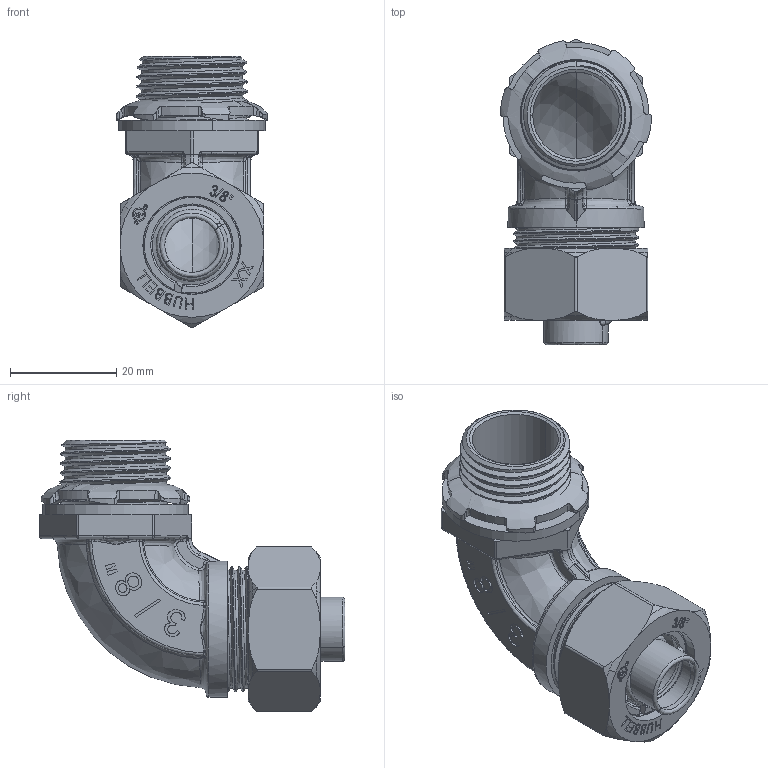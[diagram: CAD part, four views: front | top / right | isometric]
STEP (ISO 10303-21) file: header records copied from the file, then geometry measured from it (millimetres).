
FILE_DESCRIPTION (( 'STEP AP214' ), '1' );
FILE_NAME ('3421-8.STEP', '2016-02-24T16:01:43', ( '' ), ( '' ), 'SwSTEP 2.0', 'SolidWorks 2014', '' );
FILE_SCHEMA (( 'AUTOMOTIVE_DESIGN' ));
Length unit declared in the file: inch
Products named in the file (7): 3401 LOCK NUT; 3401 SEAL_3-8; 3401 COMPRESSION NUT HEX_3-8; 3401 GLAND RING_CLOSED; 3401 FERRULE_installed; 3421 90DEG BODY; 3421-8
Assembly tree (6 placements, depth 2):
  3421-8
    3421 90DEG BODY
    3401 FERRULE_installed
    3401 GLAND RING_CLOSED
    3401 COMPRESSION NUT HEX_3-8
    3401 SEAL_3-8
    3401 LOCK NUT
Bounding box: 28.42 x 57.46 x 51.04 mm (x, y, z)
Volume: 14705 mm3; surface area: 18157.1 mm2
Topology: 7 solids, 7 shells, 841 faces, 2204 edges, 1402 vertices
Faces by surface type: bspline 376, plane 266, cylinder 141, cone 58
Entity records: 64256 total; most frequent: CARTESIAN_POINT 35312, ORIENTED_EDGE 4390, DIRECTION 2646, EDGE_CURVE 2195, VERTEX_POINT 1402, EDGE_LOOP 887, AXIS2_PLACEMENT_3D 887, VECTOR 872
